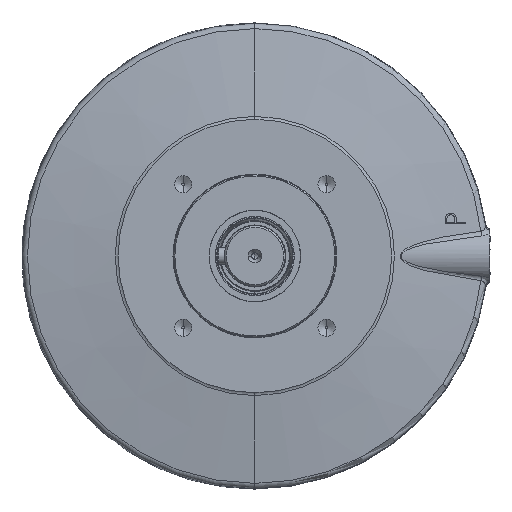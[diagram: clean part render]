
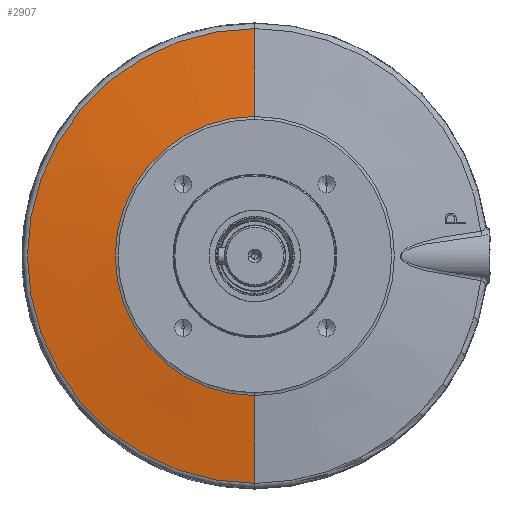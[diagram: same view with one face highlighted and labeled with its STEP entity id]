
A CAD part, left-side view. The second image highlights one B-rep face of the part: STEP entity #2907.
In plain terms, the highlighted conical face has half-angle 82 degrees and reference radius 112.184 mm.
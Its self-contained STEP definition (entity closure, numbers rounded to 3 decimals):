
#249 = DIRECTION ( 'NONE',  ( 1., 0., 0. ) ) ;
#427 = DIRECTION ( 'NONE',  ( 0., 0., -1. ) ) ;
#836 = CIRCLE ( 'NONE', #18530, 112.184 ) ;
#1764 = VERTEX_POINT ( 'NONE', #6492 ) ;
#1910 = VECTOR ( 'NONE', #9857, 1000. ) ;
#2907 = ADVANCED_FACE ( 'NONE', ( #35907 ), #32555, .T. ) ;
#2919 = DIRECTION ( 'NONE',  ( 0.139, 0., -0.99 ) ) ;
#2982 = VERTEX_POINT ( 'NONE', #36867 ) ;
#3281 = AXIS2_PLACEMENT_3D ( 'NONE', #33410, #9701, #18858 ) ;
#4239 = AXIS2_PLACEMENT_3D ( 'NONE', #20704, #249, #427 ) ;
#6492 = CARTESIAN_POINT ( 'NONE',  ( -29.344, 0., -112.184 ) ) ;
#6718 = DIRECTION ( 'NONE',  ( 1., 0., 0. ) ) ;
#7530 = ORIENTED_EDGE ( 'NONE', *, *, #17262, .F. ) ;
#7973 = ORIENTED_EDGE ( 'NONE', *, *, #24517, .F. ) ;
#9596 = CARTESIAN_POINT ( 'NONE',  ( -29.344, 0., 0. ) ) ;
#9701 = DIRECTION ( 'NONE',  ( 1., 0., 0. ) ) ;
#9857 = DIRECTION ( 'NONE',  ( 0.139, 0., 0.99 ) ) ;
#10156 = ORIENTED_EDGE ( 'NONE', *, *, #12115, .T. ) ;
#10233 = CARTESIAN_POINT ( 'NONE',  ( -29.344, 0., 112.184 ) ) ;
#12115 = EDGE_CURVE ( 'NONE', #36172, #35782, #13279, .T. ) ;
#13279 = LINE ( 'NONE', #10233, #1910 ) ;
#17192 = EDGE_CURVE ( 'NONE', #2982, #36172, #26817, .T. ) ;
#17262 = EDGE_CURVE ( 'NONE', #2982, #1764, #20528, .T. ) ;
#17670 = VECTOR ( 'NONE', #2919, 1000. ) ;
#18196 = DIRECTION ( 'NONE',  ( 0., -0.995, -0.1 ) ) ;
#18530 = AXIS2_PLACEMENT_3D ( 'NONE', #9596, #6718, #18196 ) ;
#18858 = DIRECTION ( 'NONE',  ( 0., 0., -1. ) ) ;
#20528 = LINE ( 'NONE', #26451, #17670 ) ;
#20704 = CARTESIAN_POINT ( 'NONE',  ( -35.433, 0., 0. ) ) ;
#21129 = EDGE_LOOP ( 'NONE', ( #21629, #10156, #7973, #7530 ) ) ;
#21629 = ORIENTED_EDGE ( 'NONE', *, *, #17192, .T. ) ;
#24517 = EDGE_CURVE ( 'NONE', #1764, #35782, #836, .T. ) ;
#26451 = CARTESIAN_POINT ( 'NONE',  ( -29.344, 0., -112.184 ) ) ;
#26817 = CIRCLE ( 'NONE', #4239, 68.857 ) ;
#32555 = CONICAL_SURFACE ( 'NONE', #3281, 112.184, 1.431 ) ;
#33410 = CARTESIAN_POINT ( 'NONE',  ( -29.344, 0., 0. ) ) ;
#34414 = CARTESIAN_POINT ( 'NONE',  ( -35.433, 0., 68.857 ) ) ;
#35782 = VERTEX_POINT ( 'NONE', #37004 ) ;
#35907 = FACE_OUTER_BOUND ( 'NONE', #21129, .T. ) ;
#36172 = VERTEX_POINT ( 'NONE', #34414 ) ;
#36867 = CARTESIAN_POINT ( 'NONE',  ( -35.433, 0., -68.857 ) ) ;
#37004 = CARTESIAN_POINT ( 'NONE',  ( -29.344, 0., 112.184 ) ) ;
